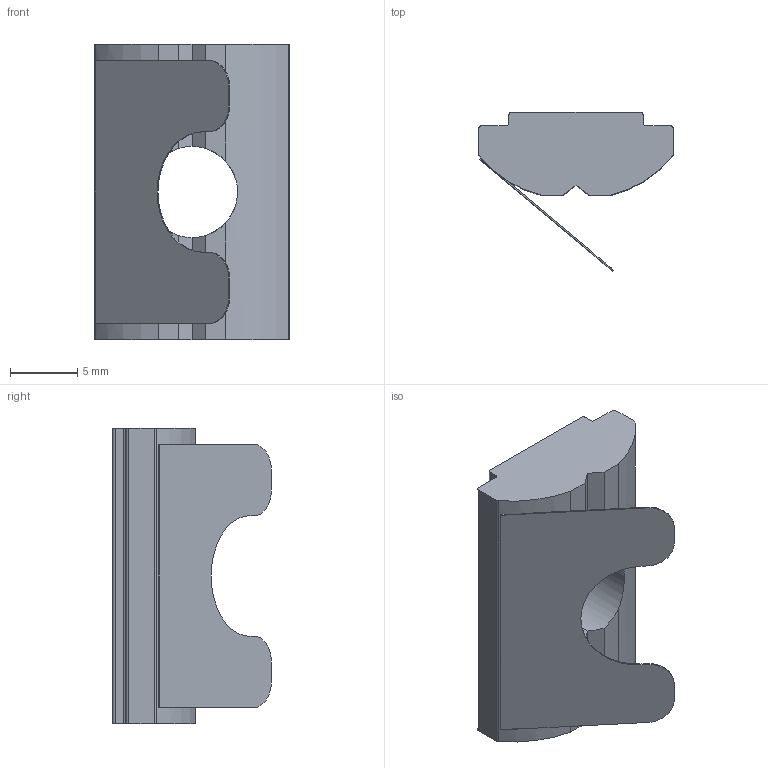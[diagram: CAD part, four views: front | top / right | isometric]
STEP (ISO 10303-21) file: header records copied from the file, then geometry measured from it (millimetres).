
FILE_DESCRIPTION (( 'STEP AP214' ), '1' );
FILE_NAME ('096128f.STEP', '2014-08-18T10:26:06', ( '' ), ( '' ), 'SwSTEP 2.0', 'SolidWorks 2014', '' );
FILE_SCHEMA (( 'AUTOMOTIVE_DESIGN' ));
Length unit declared in the file: millimetre
Products named in the file (1): 096128f
Bounding box: 14.5 x 11.86 x 22 mm (x, y, z)
Volume: 1425.5 mm3; surface area: 1334.7 mm2
Topology: 1 solids, 1 shells, 45 faces, 127 edges, 84 vertices
Faces by surface type: plane 27, cylinder 18
Entity records: 1551 total; most frequent: CARTESIAN_POINT 299, ORIENTED_EDGE 254, DIRECTION 253, EDGE_CURVE 127, AXIS2_PLACEMENT_3D 86, VERTEX_POINT 84, VECTOR 81, LINE 81
